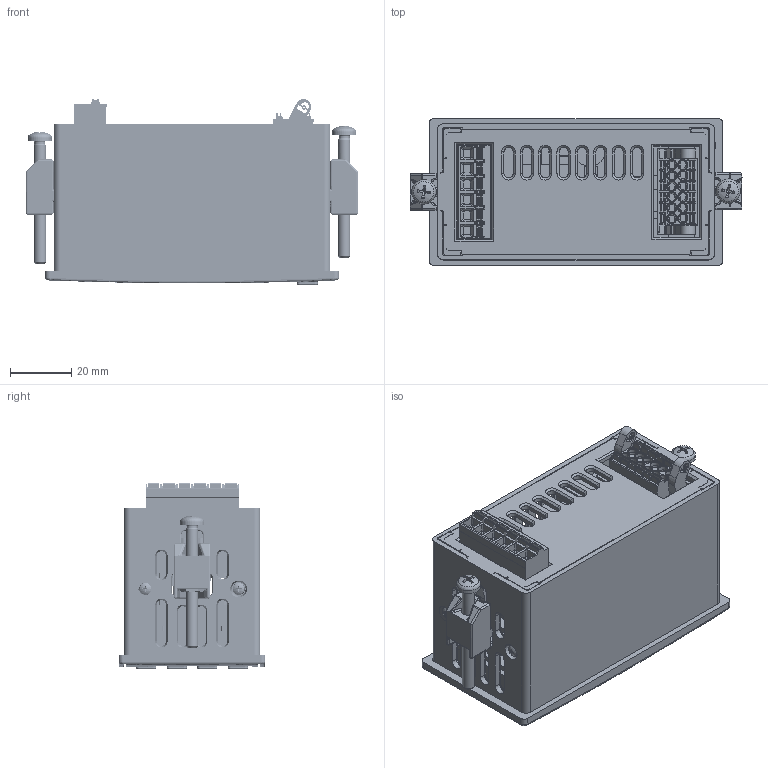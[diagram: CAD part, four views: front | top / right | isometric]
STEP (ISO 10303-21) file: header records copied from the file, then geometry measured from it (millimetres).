
FILE_DESCRIPTION(/* description */ (''),/* implementation_level */ '2;1');
FILE_NAME(/* name */ 'STR581_web.stp',/* time_stamp */ '2023-11-14T11:01:02+01:00',/* author */ ('ut3'),/* organization */ (''),/* preprocessor_version */ 'ST-DEVELOPER v20',/* originating_system */ 'Autodesk Inventor 2024',/* authorisation */ '');
FILE_SCHEMA (('AUTOMOTIVE_DESIGN { 1 0 10303 214 3 1 1 }'));
Products named in the file (1): STR581_V1_Semplifica_1
Bounding box: 108.5 x 48 x 60.74 mm (x, y, z)
Volume: 122691.6 mm3; surface area: 91208.7 mm2
Topology: 1 solids, 1 shells, 6765 faces, 17800 edges, 11577 vertices
Faces by surface type: plane 4667, cylinder 1320, bspline 510, cone 186, torus 74, sphere 8
Full cylindrical faces by diameter (mm): 0.203 x13, 0.254 x3, 0.305 x282, 0.406 x17, 0.434 x1, 0.508 x6, 0.6 x2, 0.711 x6, 0.813 x6, 1.016 x20, 1.118 x4, 1.397 x12, 1.5 x4, 1.778 x6, 1.8 x4, 2 x6, 2.2 x4, 3 x12, 3.621 x2, 4 x4, 4.064 x2, 4.5 x4, 7 x3, 10.16 x1
Entity records: 240978 total; most frequent: CARTESIAN_POINT 66287, ORIENTED_EDGE 35474, DIRECTION 32504, EDGE_CURVE 17737, LINE 13462, VECTOR 13462, VERTEX_POINT 11571, AXIS2_PLACEMENT_3D 9521
